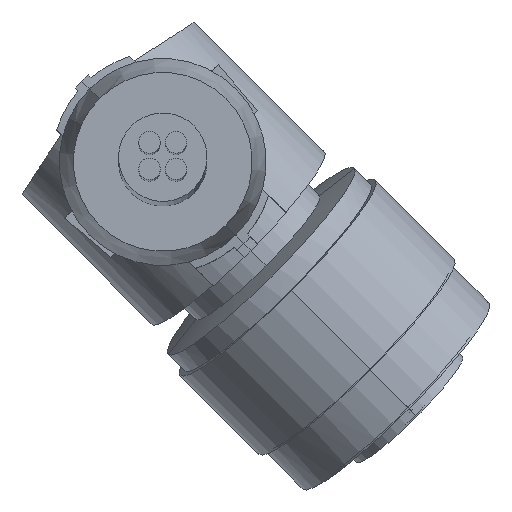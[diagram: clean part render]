
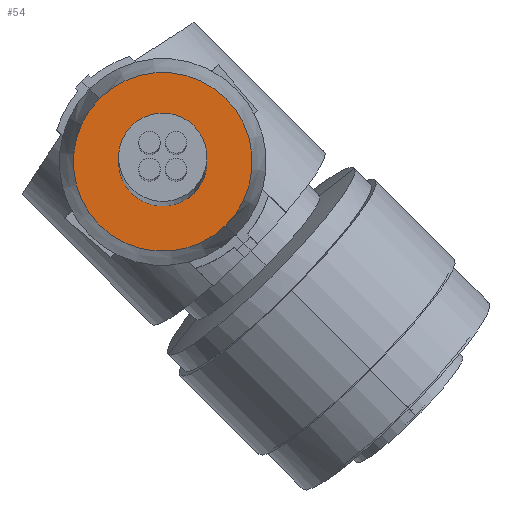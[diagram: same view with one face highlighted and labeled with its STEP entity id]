
A CAD part, top view. The second image highlights one B-rep face of the part: STEP entity #54.
In plain terms, the highlighted planar face has unit normal (0, 0, 1).
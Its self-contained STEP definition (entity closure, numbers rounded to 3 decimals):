
#54=ADVANCED_FACE('',(#199,#200),#201,.T.);
#199=FACE_OUTER_BOUND('',#488,.T.);
#200=FACE_BOUND('',#489,.T.);
#201=PLANE('',#490);
#488=EDGE_LOOP('',(#841,#842));
#489=EDGE_LOOP('',(#843,#844));
#490=AXIS2_PLACEMENT_3D('',#845,#846,#847);
#841=ORIENTED_EDGE('',*,*,#1897,.T.);
#842=ORIENTED_EDGE('',*,*,#1898,.T.);
#843=ORIENTED_EDGE('',*,*,#1896,.T.);
#844=ORIENTED_EDGE('',*,*,#1890,.T.);
#845=CARTESIAN_POINT('',(-18.238,-35.855,-284.0));
#846=DIRECTION('',(0.0,0.0,1.0));
#847=DIRECTION('',(1.0,-0.0,0.0));
#1890=EDGE_CURVE('',#2262,#2260,#2263,.T.);
#1896=EDGE_CURVE('',#2260,#2262,#2271,.T.);
#1897=EDGE_CURVE('',#2272,#2273,#2274,.T.);
#1898=EDGE_CURVE('',#2273,#2272,#2275,.T.);
#2260=VERTEX_POINT('',#2862);
#2262=VERTEX_POINT('',#2865);
#2263=CIRCLE('',#2866,2.35);
#2271=CIRCLE('',#2876,2.35);
#2272=VERTEX_POINT('',#2877);
#2273=VERTEX_POINT('',#2878);
#2274=CIRCLE('',#2879,4.756);
#2275=CIRCLE('',#2880,4.756);
#2862=CARTESIAN_POINT('',(-22.127,-31.966,-284.0));
#2865=CARTESIAN_POINT('',(-18.803,-35.29,-284.0));
#2866=AXIS2_PLACEMENT_3D('',#3866,#3867,#3868);
#2876=AXIS2_PLACEMENT_3D('',#3880,#3881,#3882);
#2877=CARTESIAN_POINT('',(-17.102,-36.991,-284.0));
#2878=CARTESIAN_POINT('',(-23.828,-30.265,-284.0));
#2879=AXIS2_PLACEMENT_3D('',#3883,#3884,#3885);
#2880=AXIS2_PLACEMENT_3D('',#3886,#3887,#3888);
#3866=CARTESIAN_POINT('',(-20.465,-33.628,-284.0));
#3867=DIRECTION('',(0.0,0.0,-1.0));
#3868=DIRECTION('',(0.707,-0.707,0.0));
#3880=CARTESIAN_POINT('',(-20.465,-33.628,-284.0));
#3881=DIRECTION('',(0.0,0.0,-1.0));
#3882=DIRECTION('',(-0.707,0.707,0.0));
#3883=CARTESIAN_POINT('',(-20.465,-33.628,-284.0));
#3884=DIRECTION('',(0.0,0.0,1.0));
#3885=DIRECTION('',(0.707,-0.707,0.0));
#3886=CARTESIAN_POINT('',(-20.465,-33.628,-284.0));
#3887=DIRECTION('',(0.0,0.0,1.0));
#3888=DIRECTION('',(-0.707,0.707,0.0));
